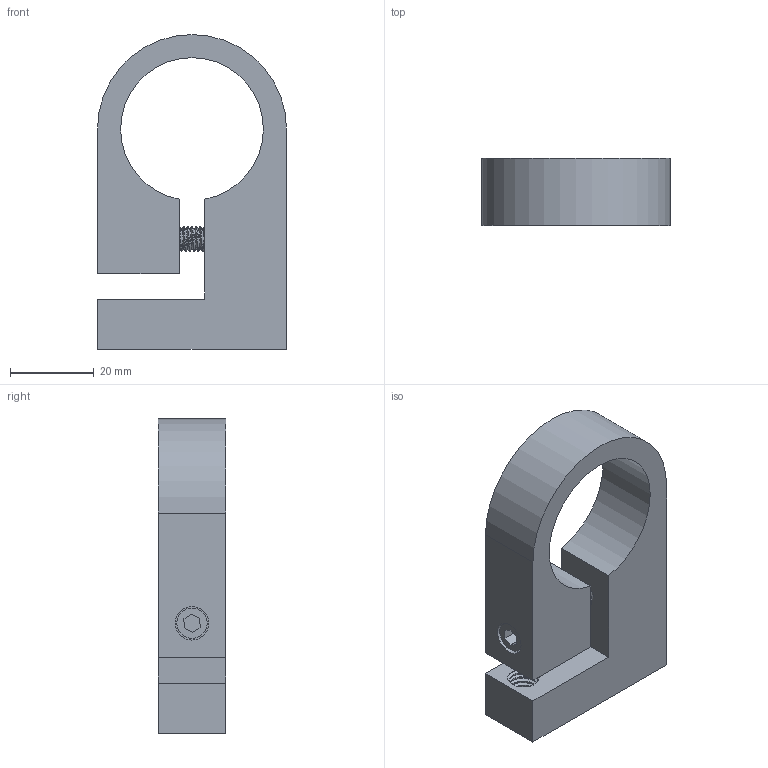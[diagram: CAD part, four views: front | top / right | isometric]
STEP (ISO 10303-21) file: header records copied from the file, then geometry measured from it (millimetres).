
FILE_DESCRIPTION(/* description */ (''),/* implementation_level */ '2;1');
FILE_NAME(/* name */ 'Tragerplatte_justierbahr_X227.stp',/* time_stamp */ '2017-07-09T18:02:43+02:00',/* author */ (''),/* organization */ (''),/* preprocessor_version */ 'ST-DEVELOPER v16',/* originating_system */ 'SIEMENS PLM Software NX 11.0',/* authorisation */ '');
FILE_SCHEMA (('AUTOMOTIVE_DESIGN { 1 0 10303 214 3 1 1 1 }'));
Length unit declared in the file: millimetre
Products named in the file (1): Goge27002CBEtxl9
Bounding box: 45 x 16 x 75 mm (x, y, z)
Volume: 31234.3 mm3; surface area: 12379.3 mm2
Topology: 2 solids, 2 shells, 45 faces, 114 edges, 77 vertices
Faces by surface type: plane 24, cylinder 10, bspline 8, cone 3
Full cylindrical faces by diameter (mm): 7.242 x1, 8 x1
Entity records: 16879 total; most frequent: CARTESIAN_POINT 15816, ORIENTED_EDGE 210, DIRECTION 178, EDGE_CURVE 105, VERTEX_POINT 71, AXIS2_PLACEMENT_3D 63, EDGE_LOOP 53, LINE 52
